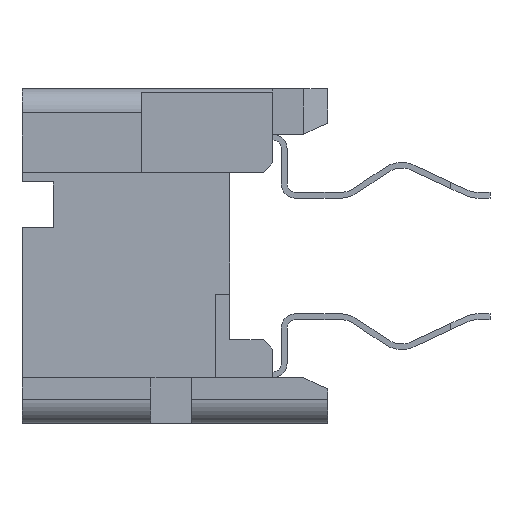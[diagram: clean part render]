
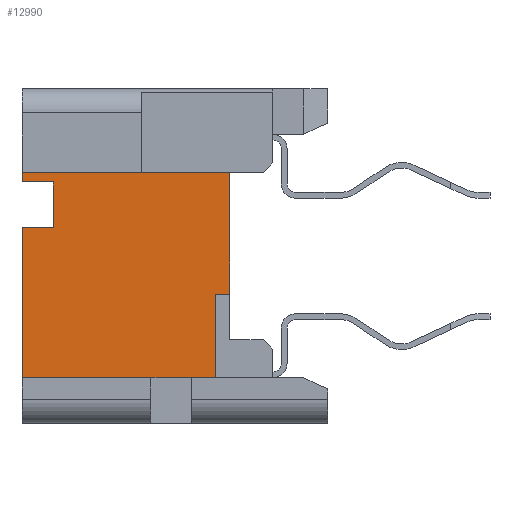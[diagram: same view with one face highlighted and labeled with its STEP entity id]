
A CAD part, left-side view. The second image highlights one B-rep face of the part: STEP entity #12990.
In plain terms, the highlighted planar face has unit normal (-1, 0, 0).
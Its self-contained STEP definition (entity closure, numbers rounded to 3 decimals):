
#691=DIRECTION('',(0.,0.,1.));
#692=VECTOR('',#691,3.15);
#693=CARTESIAN_POINT('',(-6.865,6.4,-2.55));
#694=LINE('',#693,#692);
#835=DIRECTION('',(0.,0.,1.));
#836=VECTOR('',#835,0.2);
#837=CARTESIAN_POINT('',(-6.865,6.4,1.55));
#838=LINE('',#837,#836);
#1492=DIRECTION('',(0.,1.,0.));
#1493=VECTOR('',#1492,0.3);
#1494=CARTESIAN_POINT('',(-6.865,2.05,-0.8));
#1495=LINE('',#1494,#1493);
#1496=DIRECTION('',(0.,0.,1.));
#1497=VECTOR('',#1496,1.75);
#1498=CARTESIAN_POINT('',(-6.865,2.35,-2.55));
#1499=LINE('',#1498,#1497);
#1500=DIRECTION('',(0.,1.,0.));
#1501=VECTOR('',#1500,0.5);
#1502=CARTESIAN_POINT('',(-6.865,2.35,-2.55));
#1503=LINE('',#1502,#1501);
#1504=DIRECTION('',(0.,1.,0.));
#1505=VECTOR('',#1504,0.85);
#1506=CARTESIAN_POINT('',(-6.865,2.85,-2.55));
#1507=LINE('',#1506,#1505);
#1508=DIRECTION('',(0.,1.,0.));
#1509=VECTOR('',#1508,2.7);
#1510=CARTESIAN_POINT('',(-6.865,3.7,-2.55));
#1511=LINE('',#1510,#1509);
#1512=DIRECTION('',(0.,-1.,0.));
#1513=VECTOR('',#1512,0.65);
#1514=CARTESIAN_POINT('',(-6.865,6.4,0.6));
#1515=LINE('',#1514,#1513);
#1516=DIRECTION('',(0.,0.,-1.));
#1517=VECTOR('',#1516,0.95);
#1518=CARTESIAN_POINT('',(-6.865,5.75,1.55));
#1519=LINE('',#1518,#1517);
#1520=DIRECTION('',(0.,-1.,0.));
#1521=VECTOR('',#1520,0.65);
#1522=CARTESIAN_POINT('',(-6.865,6.4,1.55));
#1523=LINE('',#1522,#1521);
#1524=DIRECTION('',(0.,0.,-1.));
#1525=VECTOR('',#1524,2.55);
#1526=CARTESIAN_POINT('',(-6.865,2.05,1.75));
#1527=LINE('',#1526,#1525);
#2048=DIRECTION('',(0.,1.,0.));
#2049=VECTOR('',#2048,4.35);
#2050=CARTESIAN_POINT('',(-6.865,2.05,1.75));
#2051=LINE('',#2050,#2049);
#8855=CARTESIAN_POINT('',(-6.865,6.4,-2.55));
#8856=VERTEX_POINT('',#8855);
#8857=CARTESIAN_POINT('',(-6.865,6.4,1.75));
#8859=VERTEX_POINT('',#8857);
#8879=CARTESIAN_POINT('',(-6.865,6.4,0.6));
#8881=VERTEX_POINT('',#8879);
#8883=CARTESIAN_POINT('',(-6.865,6.4,1.55));
#8884=CARTESIAN_POINT('',(-6.865,5.75,1.55));
#8885=VERTEX_POINT('',#8883);
#8886=VERTEX_POINT('',#8884);
#8887=CARTESIAN_POINT('',(-6.865,5.75,0.6));
#8888=VERTEX_POINT('',#8887);
#8899=CARTESIAN_POINT('',(-6.865,2.05,1.75));
#8900=VERTEX_POINT('',#8899);
#9033=CARTESIAN_POINT('',(-6.865,2.05,-0.8));
#9034=CARTESIAN_POINT('',(-6.865,2.35,-0.8));
#9035=VERTEX_POINT('',#9033);
#9036=VERTEX_POINT('',#9034);
#9037=CARTESIAN_POINT('',(-6.865,2.35,-2.55));
#9038=VERTEX_POINT('',#9037);
#9041=CARTESIAN_POINT('',(-6.865,2.85,-2.55));
#9042=VERTEX_POINT('',#9041);
#9043=CARTESIAN_POINT('',(-6.865,3.7,-2.55));
#9044=VERTEX_POINT('',#9043);
#12965=CARTESIAN_POINT('',(-6.865,0.,-2.55));
#12966=DIRECTION('',(-1.,0.,0.));
#12967=DIRECTION('',(0.,0.,1.));
#12968=AXIS2_PLACEMENT_3D('',#12965,#12966,#12967);
#12969=PLANE('',#12968);
#12971=ORIENTED_EDGE('',*,*,#12970,.T.);
#12973=ORIENTED_EDGE('',*,*,#12972,.F.);
#12974=ORIENTED_EDGE('',*,*,#12923,.T.);
#12976=ORIENTED_EDGE('',*,*,#12975,.T.);
#12977=ORIENTED_EDGE('',*,*,#12899,.T.);
#12978=ORIENTED_EDGE('',*,*,#12200,.T.);
#12979=ORIENTED_EDGE('',*,*,#12354,.T.);
#12981=ORIENTED_EDGE('',*,*,#12980,.F.);
#12982=ORIENTED_EDGE('',*,*,#12447,.F.);
#12983=ORIENTED_EDGE('',*,*,#12307,.T.);
#12985=ORIENTED_EDGE('',*,*,#12984,.F.);
#12987=ORIENTED_EDGE('',*,*,#12986,.T.);
#12988=EDGE_LOOP('',(#12971,#12973,#12974,#12976,#12977,#12978,#12979,#12981,
#12982,#12983,#12985,#12987));
#12989=FACE_OUTER_BOUND('',#12988,.F.);
#12990=ADVANCED_FACE('',(#12989),#12969,.T.);
#12200=EDGE_CURVE('',#8856,#8881,#694,.T.);
#12307=EDGE_CURVE('',#8885,#8859,#838,.T.);
#12354=EDGE_CURVE('',#8881,#8888,#1515,.T.);
#12447=EDGE_CURVE('',#8885,#8886,#1523,.T.);
#12899=EDGE_CURVE('',#9044,#8856,#1511,.T.);
#12923=EDGE_CURVE('',#9038,#9042,#1503,.T.);
#12970=EDGE_CURVE('',#9035,#9036,#1495,.T.);
#12972=EDGE_CURVE('',#9038,#9036,#1499,.T.);
#12975=EDGE_CURVE('',#9042,#9044,#1507,.T.);
#12980=EDGE_CURVE('',#8886,#8888,#1519,.T.);
#12984=EDGE_CURVE('',#8900,#8859,#2051,.T.);
#12986=EDGE_CURVE('',#8900,#9035,#1527,.T.);
